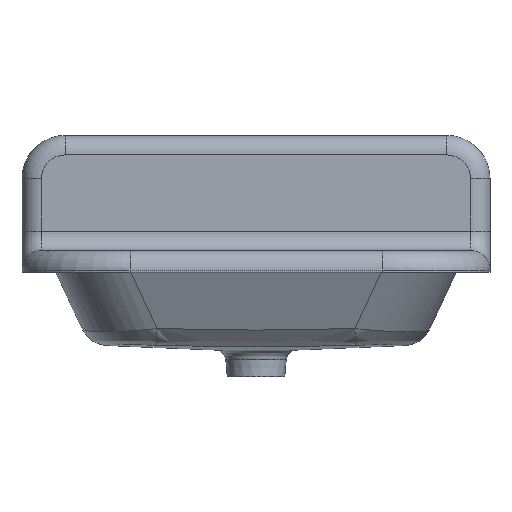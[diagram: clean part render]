
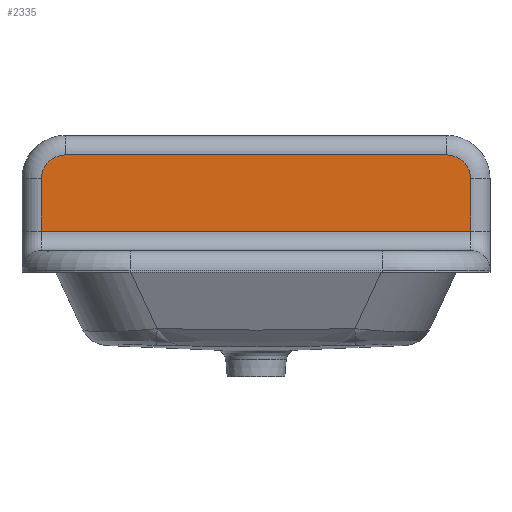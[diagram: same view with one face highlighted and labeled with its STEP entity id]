
A CAD part, front view. The second image highlights one B-rep face of the part: STEP entity #2335.
In plain terms, the highlighted planar face has unit normal (0, -1, 0).
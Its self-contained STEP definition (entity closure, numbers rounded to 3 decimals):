
#112=PLANE('',#2537);
#321=LINE('',#5828,#445);
#322=LINE('',#5831,#446);
#323=LINE('',#5835,#447);
#324=LINE('',#5839,#448);
#445=VECTOR('',#2964,1000.);
#446=VECTOR('',#2965,1000.);
#447=VECTOR('',#2968,1000.);
#448=VECTOR('',#2971,1000.);
#852=ORIENTED_EDGE('',*,*,#1420,.T.);
#853=ORIENTED_EDGE('',*,*,#1421,.T.);
#854=ORIENTED_EDGE('',*,*,#1422,.T.);
#855=ORIENTED_EDGE('',*,*,#1423,.T.);
#856=ORIENTED_EDGE('',*,*,#1424,.T.);
#857=ORIENTED_EDGE('',*,*,#1425,.T.);
#1420=EDGE_CURVE('',#1709,#1710,#321,.F.);
#1421=EDGE_CURVE('',#1710,#1711,#322,.F.);
#1422=EDGE_CURVE('',#1711,#1712,#1820,.T.);
#1423=EDGE_CURVE('',#1712,#1713,#323,.T.);
#1424=EDGE_CURVE('',#1713,#1714,#1821,.T.);
#1425=EDGE_CURVE('',#1714,#1709,#324,.T.);
#1709=VERTEX_POINT('',#5829);
#1710=VERTEX_POINT('',#5830);
#1711=VERTEX_POINT('',#5832);
#1712=VERTEX_POINT('',#5834);
#1713=VERTEX_POINT('',#5836);
#1714=VERTEX_POINT('',#5838);
#1820=CIRCLE('',#2538,33.);
#1821=CIRCLE('',#2539,33.);
#1960=EDGE_LOOP('',(#852,#853,#854,#855,#856,#857));
#2127=FACE_BOUND('',#1960,.T.);
#2335=ADVANCED_FACE('',(#2127),#112,.T.);
#2537=AXIS2_PLACEMENT_3D('',#5827,#2962,#2963);
#2538=AXIS2_PLACEMENT_3D('',#5833,#2966,#2967);
#2539=AXIS2_PLACEMENT_3D('',#5837,#2969,#2970);
#2962=DIRECTION('',(0.,-1.,0.));
#2963=DIRECTION('',(1.,0.,0.));
#2964=DIRECTION('',(-1.,0.,0.));
#2965=DIRECTION('',(0.,0.,-1.));
#2966=DIRECTION('',(0.,-1.,0.));
#2967=DIRECTION('',(1.,0.,0.));
#2968=DIRECTION('',(-1.,0.,0.));
#2969=DIRECTION('',(0.,-1.,0.));
#2970=DIRECTION('',(1.,0.,0.));
#2971=DIRECTION('',(0.,0.,-1.));
#5827=CARTESIAN_POINT('',(325.,200.,160.));
#5828=CARTESIAN_POINT('',(325.,200.,27.));
#5829=CARTESIAN_POINT('',(-298.,200.,27.));
#5830=CARTESIAN_POINT('',(298.,200.,27.));
#5831=CARTESIAN_POINT('',(298.,200.,100.));
#5832=CARTESIAN_POINT('',(298.,200.,100.));
#5833=CARTESIAN_POINT('',(265.,200.,100.));
#5834=CARTESIAN_POINT('',(265.,200.,133.));
#5835=CARTESIAN_POINT('',(-265.,200.,133.));
#5836=CARTESIAN_POINT('',(-265.,200.,133.));
#5837=CARTESIAN_POINT('',(-265.,200.,100.));
#5838=CARTESIAN_POINT('',(-298.,200.,100.));
#5839=CARTESIAN_POINT('',(-298.,200.,27.));
